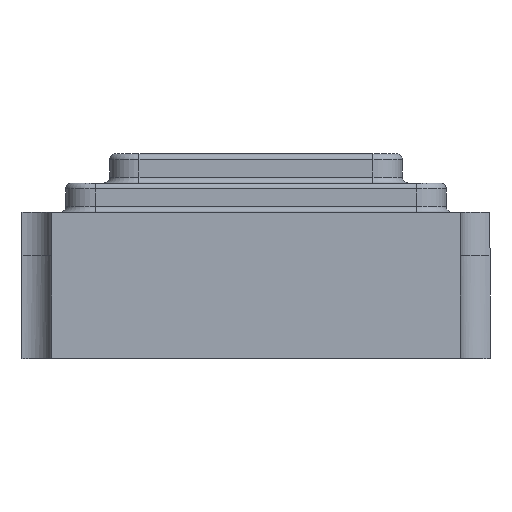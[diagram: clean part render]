
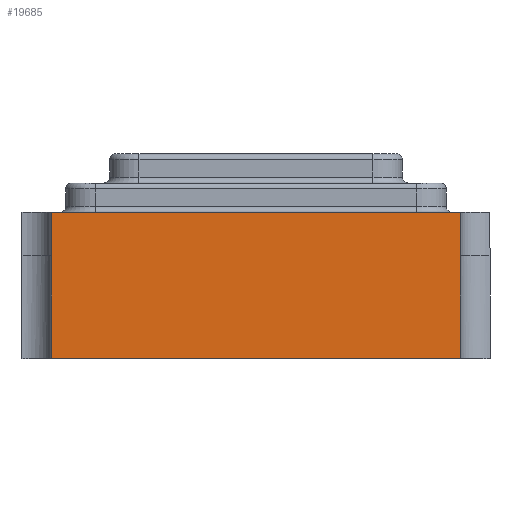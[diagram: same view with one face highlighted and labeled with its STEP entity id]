
A CAD part, left-side view. The second image highlights one B-rep face of the part: STEP entity #19685.
In plain terms, the highlighted planar face has unit normal (-1, 0, 0).
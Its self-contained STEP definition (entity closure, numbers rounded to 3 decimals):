
#508 = VECTOR ( 'NONE', #7233, 1000. ) ;
#647 = CARTESIAN_POINT ( 'NONE',  ( -1., -0.7, 0.2 ) ) ;
#832 = VERTEX_POINT ( 'NONE', #18953 ) ;
#1035 = CARTESIAN_POINT ( 'NONE',  ( -1., 0.699, -0.499 ) ) ;
#1173 = VECTOR ( 'NONE', #11109, 1000. ) ;
#1193 = LINE ( 'NONE', #12294, #4748 ) ;
#1340 = EDGE_CURVE ( 'NONE', #10677, #3064, #12200, .T. ) ;
#1541 = CARTESIAN_POINT ( 'NONE',  ( -1., -0.7, 0. ) ) ;
#1592 = VECTOR ( 'NONE', #16637, 1000. ) ;
#1605 = VECTOR ( 'NONE', #16629, 1000. ) ;
#1949 = VERTEX_POINT ( 'NONE', #16353 ) ;
#1988 = CARTESIAN_POINT ( 'NONE',  ( -1., 0.7, 0. ) ) ;
#2109 = CARTESIAN_POINT ( 'NONE',  ( -1., 0.7, 0.2 ) ) ;
#2194 = VERTEX_POINT ( 'NONE', #18048 ) ;
#2395 = EDGE_CURVE ( 'NONE', #3064, #832, #13252, .T. ) ;
#2559 = CARTESIAN_POINT ( 'NONE',  ( -1., 0.699, -0.149 ) ) ;
#2739 = VECTOR ( 'NONE', #8012, 1000. ) ;
#2879 = VECTOR ( 'NONE', #20201, 1000. ) ;
#3064 = VERTEX_POINT ( 'NONE', #15868 ) ;
#3331 = VERTEX_POINT ( 'NONE', #19540 ) ;
#3368 = VECTOR ( 'NONE', #6040, 1000. ) ;
#3722 = ORIENTED_EDGE ( 'NONE', *, *, #4335, .T. ) ;
#4033 = CARTESIAN_POINT ( 'NONE',  ( -1., 0.699, -0.149 ) ) ;
#4068 = FACE_OUTER_BOUND ( 'NONE', #18899, .T. ) ;
#4191 = DIRECTION ( 'NONE',  ( 0., 0., -1. ) ) ;
#4276 = DIRECTION ( 'NONE',  ( 0., -1., 0. ) ) ;
#4335 = EDGE_CURVE ( 'NONE', #15968, #2194, #6821, .T. ) ;
#4376 = CARTESIAN_POINT ( 'NONE',  ( -1., 0.8, -0.5 ) ) ;
#4574 = ORIENTED_EDGE ( 'NONE', *, *, #7561, .F. ) ;
#4619 = DIRECTION ( 'NONE',  ( 0., -1., 0. ) ) ;
#4643 = CARTESIAN_POINT ( 'NONE',  ( -1., -0.7, -0.149 ) ) ;
#4748 = VECTOR ( 'NONE', #17187, 1000. ) ;
#5779 = EDGE_CURVE ( 'NONE', #1949, #10677, #15413, .T. ) ;
#6040 = DIRECTION ( 'NONE',  ( 0., 0., -1. ) ) ;
#6333 = ORIENTED_EDGE ( 'NONE', *, *, #11227, .F. ) ;
#6359 = VECTOR ( 'NONE', #8817, 1000. ) ;
#6363 = CARTESIAN_POINT ( 'NONE',  ( -1., -0.699, -0.149 ) ) ;
#6390 = LINE ( 'NONE', #9157, #1173 ) ;
#6821 = LINE ( 'NONE', #13106, #1605 ) ;
#6873 = ORIENTED_EDGE ( 'NONE', *, *, #15814, .T. ) ;
#7233 = DIRECTION ( 'NONE',  ( 0., 0., -1. ) ) ;
#7561 = EDGE_CURVE ( 'NONE', #7988, #18386, #10271, .T. ) ;
#7578 = CARTESIAN_POINT ( 'NONE',  ( -1., -0.699, -0.149 ) ) ;
#7618 = VERTEX_POINT ( 'NONE', #1035 ) ;
#7988 = VERTEX_POINT ( 'NONE', #1541 ) ;
#8012 = DIRECTION ( 'NONE',  ( 0., -1., 0. ) ) ;
#8629 = LINE ( 'NONE', #10552, #2879 ) ;
#8685 = PLANE ( 'NONE',  #17975 ) ;
#8817 = DIRECTION ( 'NONE',  ( 0., 0., -1. ) ) ;
#9157 = CARTESIAN_POINT ( 'NONE',  ( -1., 0.699, -0.499 ) ) ;
#9322 = LINE ( 'NONE', #6363, #2739 ) ;
#9480 = ORIENTED_EDGE ( 'NONE', *, *, #17034, .F. ) ;
#9944 = ORIENTED_EDGE ( 'NONE', *, *, #2395, .F. ) ;
#10095 = LINE ( 'NONE', #2109, #16346 ) ;
#10199 = DIRECTION ( 'NONE',  ( -1., 0., 0. ) ) ;
#10271 = LINE ( 'NONE', #647, #508 ) ;
#10552 = CARTESIAN_POINT ( 'NONE',  ( -1., 0.8, 0. ) ) ;
#10677 = VERTEX_POINT ( 'NONE', #17600 ) ;
#10886 = ORIENTED_EDGE ( 'NONE', *, *, #16293, .T. ) ;
#11109 = DIRECTION ( 'NONE',  ( 0., 1., 0. ) ) ;
#11227 = EDGE_CURVE ( 'NONE', #15392, #2194, #11840, .T. ) ;
#11302 = CARTESIAN_POINT ( 'NONE',  ( -1., 0.7, -0.5 ) ) ;
#11517 = ORIENTED_EDGE ( 'NONE', *, *, #17898, .T. ) ;
#11739 = CARTESIAN_POINT ( 'NONE',  ( -1., 0.699, -0.149 ) ) ;
#11840 = LINE ( 'NONE', #4033, #1592 ) ;
#12200 = LINE ( 'NONE', #17108, #13277 ) ;
#12294 = CARTESIAN_POINT ( 'NONE',  ( -1., 0.8, -0.5 ) ) ;
#12994 = ORIENTED_EDGE ( 'NONE', *, *, #18530, .T. ) ;
#13106 = CARTESIAN_POINT ( 'NONE',  ( -1., 0.7, 0.2 ) ) ;
#13252 = LINE ( 'NONE', #16582, #19731 ) ;
#13277 = VECTOR ( 'NONE', #4619, 1000. ) ;
#14574 = DIRECTION ( 'NONE',  ( 0., 0., -1. ) ) ;
#15392 = VERTEX_POINT ( 'NONE', #11739 ) ;
#15413 = LINE ( 'NONE', #7578, #3368 ) ;
#15814 = EDGE_CURVE ( 'NONE', #3331, #20384, #10095, .T. ) ;
#15868 = CARTESIAN_POINT ( 'NONE',  ( -1., -0.7, -0.499 ) ) ;
#15968 = VERTEX_POINT ( 'NONE', #1988 ) ;
#16270 = EDGE_CURVE ( 'NONE', #15392, #7618, #16706, .T. ) ;
#16293 = EDGE_CURVE ( 'NONE', #1949, #18386, #9322, .T. ) ;
#16346 = VECTOR ( 'NONE', #14574, 1000. ) ;
#16353 = CARTESIAN_POINT ( 'NONE',  ( -1., -0.699, -0.149 ) ) ;
#16530 = ORIENTED_EDGE ( 'NONE', *, *, #1340, .F. ) ;
#16582 = CARTESIAN_POINT ( 'NONE',  ( -1., -0.7, 0.2 ) ) ;
#16629 = DIRECTION ( 'NONE',  ( 0., 0., -1. ) ) ;
#16637 = DIRECTION ( 'NONE',  ( 0., 1., 0. ) ) ;
#16706 = LINE ( 'NONE', #2559, #6359 ) ;
#17034 = EDGE_CURVE ( 'NONE', #15968, #7988, #8629, .T. ) ;
#17108 = CARTESIAN_POINT ( 'NONE',  ( -1., -0.699, -0.499 ) ) ;
#17187 = DIRECTION ( 'NONE',  ( 0., -1., 0. ) ) ;
#17258 = ORIENTED_EDGE ( 'NONE', *, *, #16270, .T. ) ;
#17600 = CARTESIAN_POINT ( 'NONE',  ( -1., -0.699, -0.499 ) ) ;
#17898 = EDGE_CURVE ( 'NONE', #7618, #3331, #6390, .T. ) ;
#17975 = AXIS2_PLACEMENT_3D ( 'NONE', #4376, #10199, #4276 ) ;
#18048 = CARTESIAN_POINT ( 'NONE',  ( -1., 0.7, -0.149 ) ) ;
#18386 = VERTEX_POINT ( 'NONE', #4643 ) ;
#18530 = EDGE_CURVE ( 'NONE', #20384, #832, #1193, .T. ) ;
#18899 = EDGE_LOOP ( 'NONE', ( #19317, #10886, #4574, #9480, #3722, #6333, #17258, #11517, #6873, #12994, #9944, #16530 ) ) ;
#18953 = CARTESIAN_POINT ( 'NONE',  ( -1., -0.7, -0.5 ) ) ;
#19317 = ORIENTED_EDGE ( 'NONE', *, *, #5779, .F. ) ;
#19540 = CARTESIAN_POINT ( 'NONE',  ( -1., 0.7, -0.499 ) ) ;
#19685 = ADVANCED_FACE ( 'NONE', ( #4068 ), #8685, .T. ) ;
#19731 = VECTOR ( 'NONE', #4191, 1000. ) ;
#20201 = DIRECTION ( 'NONE',  ( 0., -1., 0. ) ) ;
#20384 = VERTEX_POINT ( 'NONE', #11302 ) ;
